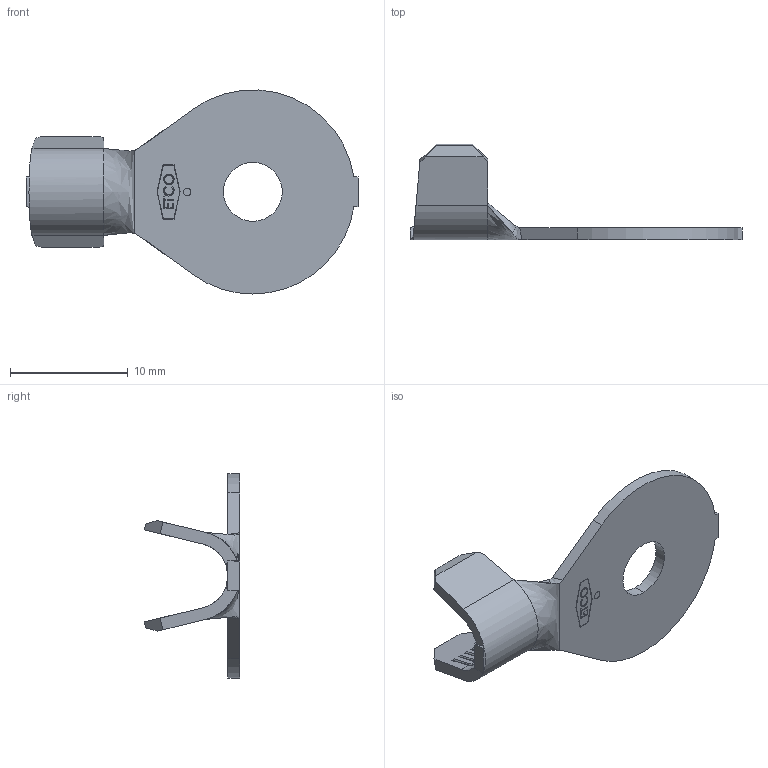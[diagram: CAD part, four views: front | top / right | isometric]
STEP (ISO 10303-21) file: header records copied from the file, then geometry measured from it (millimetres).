
FILE_DESCRIPTION (( 'STEP AP203' ), '1' );
FILE_NAME ('02993.STEP', '2015-02-09T18:43:52', ( '' ), ( '' ), 'SwSTEP 2.0', 'SolidWorks 2014', '' );
FILE_SCHEMA (( 'CONFIG_CONTROL_DESIGN' ));
Length unit declared in the file: inch
Products named in the file (1): 02993
Bounding box: 28.24 x 8.13 x 17.36 mm (x, y, z)
Volume: 368.6 mm3; surface area: 852.5 mm2
Topology: 1 solids, 1 shells, 174 faces, 432 edges, 268 vertices
Faces by surface type: plane 114, bspline 27, cylinder 21, cone 12
Entity records: 6411 total; most frequent: CARTESIAN_POINT 2384, ORIENTED_EDGE 864, DIRECTION 716, EDGE_CURVE 432, VECTOR 340, LINE 340, VERTEX_POINT 268, AXIS2_PLACEMENT_3D 188
